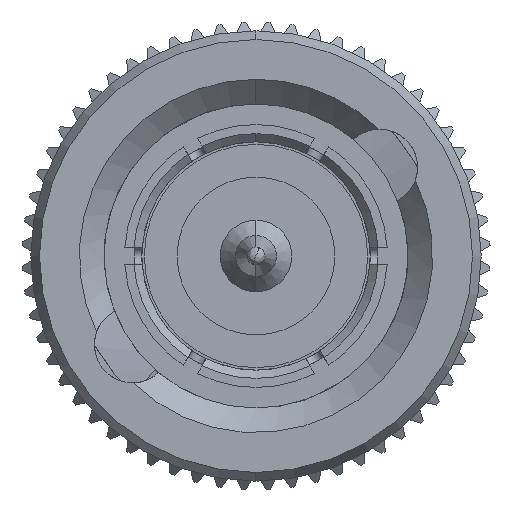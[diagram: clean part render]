
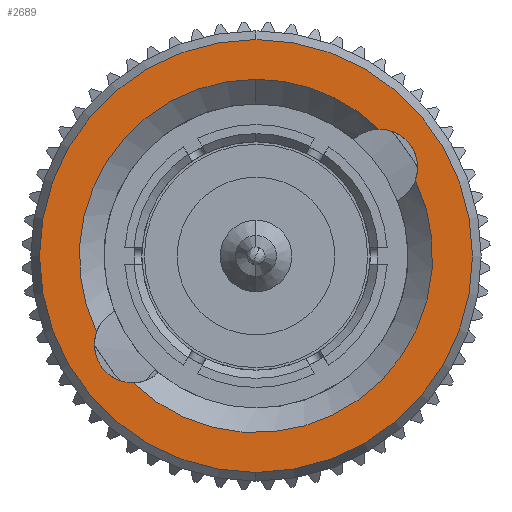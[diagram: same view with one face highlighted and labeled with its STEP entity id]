
A CAD part, left-side view. The second image highlights one B-rep face of the part: STEP entity #2689.
In plain terms, the highlighted planar face has unit normal (-1, 0, 0).
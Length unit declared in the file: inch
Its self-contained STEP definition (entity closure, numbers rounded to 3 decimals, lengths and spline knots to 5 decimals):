
#483 = DIRECTION ( 'NONE',  ( 0., 0., -1. ) ) ;
#487 = CARTESIAN_POINT ( 'NONE',  ( 0.33873, -0.14961, 0.15433 ) ) ;
#569 = EDGE_CURVE ( 'NONE', #5447, #6225, #15199, .T. ) ;
#660 = EDGE_CURVE ( 'NONE', #1383, #14354, #1823, .T. ) ;
#806 = CARTESIAN_POINT ( 'NONE',  ( 0.33873, -0.15021, 0.10789 ) ) ;
#826 = ORIENTED_EDGE ( 'NONE', *, *, #569, .T. ) ;
#855 = AXIS2_PLACEMENT_3D ( 'NONE', #3861, #5121, #483 ) ;
#943 = CARTESIAN_POINT ( 'NONE',  ( 0.33873, 0., 0. ) ) ;
#1034 = AXIS2_PLACEMENT_3D ( 'NONE', #10201, #1469, #4083 ) ;
#1383 = VERTEX_POINT ( 'NONE', #14312 ) ;
#1469 = DIRECTION ( 'NONE',  ( 1., 0., 0. ) ) ;
#1603 = EDGE_CURVE ( 'NONE', #14354, #1383, #6666, .T. ) ;
#1657 = DIRECTION ( 'NONE',  ( 0., 0., -1. ) ) ;
#1749 = EDGE_CURVE ( 'NONE', #4733, #5447, #12027, .T. ) ;
#1823 = CIRCLE ( 'NONE', #14888, 0.26339 ) ;
#2134 = DIRECTION ( 'NONE',  ( 1., 0., 0. ) ) ;
#2151 = AXIS2_PLACEMENT_3D ( 'NONE', #4176, #12367, #14983 ) ;
#2261 = ORIENTED_EDGE ( 'NONE', *, *, #1603, .F. ) ;
#2689 = ADVANCED_FACE ( 'NONE', ( #15006, #4784 ), #12203, .F. ) ;
#2772 = EDGE_CURVE ( 'NONE', #6225, #10296, #15174, .T. ) ;
#2799 = ORIENTED_EDGE ( 'NONE', *, *, #660, .F. ) ;
#2967 = CARTESIAN_POINT ( 'NONE',  ( 0.33873, 0.15021, -0.10789 ) ) ;
#3297 = CARTESIAN_POINT ( 'NONE',  ( 0.33873, 0., 0.21494 ) ) ;
#3329 = CARTESIAN_POINT ( 'NONE',  ( 0.33873, 0.15021, -0.15434 ) ) ;
#3645 = AXIS2_PLACEMENT_3D ( 'NONE', #2967, #8882, #12351 ) ;
#3663 = CARTESIAN_POINT ( 'NONE',  ( 0.33873, 0.19403, -0.09247 ) ) ;
#3861 = CARTESIAN_POINT ( 'NONE',  ( 0.33873, 0., -0.26339 ) ) ;
#4083 = DIRECTION ( 'NONE',  ( 0., 0., -1. ) ) ;
#4176 = CARTESIAN_POINT ( 'NONE',  ( 0.33873, 0., 0. ) ) ;
#4733 = VERTEX_POINT ( 'NONE', #9837 ) ;
#4784 = FACE_BOUND ( 'NONE', #9465, .T. ) ;
#5121 = DIRECTION ( 'NONE',  ( 1., 0., 0. ) ) ;
#5401 = CARTESIAN_POINT ( 'NONE',  ( 0.33873, -0.19403, 0.09247 ) ) ;
#5447 = VERTEX_POINT ( 'NONE', #3329 ) ;
#5817 = EDGE_CURVE ( 'NONE', #10296, #8799, #14646, .T. ) ;
#6225 = VERTEX_POINT ( 'NONE', #3663 ) ;
#6666 = CIRCLE ( 'NONE', #12387, 0.26339 ) ;
#6728 = DIRECTION ( 'NONE',  ( 0., 0., 1. ) ) ;
#6821 = CARTESIAN_POINT ( 'NONE',  ( 0.33873, 0., -0.26339 ) ) ;
#7462 = DIRECTION ( 'NONE',  ( 0., 0., 1. ) ) ;
#7677 = AXIS2_PLACEMENT_3D ( 'NONE', #806, #10209, #11539 ) ;
#8603 = CARTESIAN_POINT ( 'NONE',  ( 0.33873, 0., 0. ) ) ;
#8771 = ORIENTED_EDGE ( 'NONE', *, *, #5817, .T. ) ;
#8799 = VERTEX_POINT ( 'NONE', #487 ) ;
#8844 = CARTESIAN_POINT ( 'NONE',  ( 0.33873, 0., 0. ) ) ;
#8882 = DIRECTION ( 'NONE',  ( 1., 0., 0. ) ) ;
#9430 = CIRCLE ( 'NONE', #10935, 0.21494 ) ;
#9465 = EDGE_LOOP ( 'NONE', ( #12899, #8771, #14287, #12142, #13250, #826 ) ) ;
#9837 = CARTESIAN_POINT ( 'NONE',  ( 0.33873, 0.14961, -0.15433 ) ) ;
#9873 = CARTESIAN_POINT ( 'NONE',  ( 0.33873, 0., 0. ) ) ;
#10134 = CIRCLE ( 'NONE', #7677, 0.04645 ) ;
#10201 = CARTESIAN_POINT ( 'NONE',  ( 0.33873, 0.15021, -0.10789 ) ) ;
#10209 = DIRECTION ( 'NONE',  ( 1., 0., 0. ) ) ;
#10296 = VERTEX_POINT ( 'NONE', #3297 ) ;
#10400 = EDGE_LOOP ( 'NONE', ( #2261, #2799 ) ) ;
#10444 = DIRECTION ( 'NONE',  ( 0., 0., -1. ) ) ;
#10935 = AXIS2_PLACEMENT_3D ( 'NONE', #8844, #11260, #6728 ) ;
#11065 = DIRECTION ( 'NONE',  ( 1., 0., 0. ) ) ;
#11260 = DIRECTION ( 'NONE',  ( 1., 0., 0. ) ) ;
#11539 = DIRECTION ( 'NONE',  ( 0., 0., -1. ) ) ;
#12027 = CIRCLE ( 'NONE', #3645, 0.04645 ) ;
#12142 = ORIENTED_EDGE ( 'NONE', *, *, #14186, .T. ) ;
#12203 = PLANE ( 'NONE',  #855 ) ;
#12351 = DIRECTION ( 'NONE',  ( 0., 0., -1. ) ) ;
#12367 = DIRECTION ( 'NONE',  ( 1., 0., 0. ) ) ;
#12387 = AXIS2_PLACEMENT_3D ( 'NONE', #943, #2134, #10444 ) ;
#12899 = ORIENTED_EDGE ( 'NONE', *, *, #2772, .T. ) ;
#13250 = ORIENTED_EDGE ( 'NONE', *, *, #1749, .T. ) ;
#13458 = DIRECTION ( 'NONE',  ( 1., 0., 0. ) ) ;
#14186 = EDGE_CURVE ( 'NONE', #15281, #4733, #9430, .T. ) ;
#14287 = ORIENTED_EDGE ( 'NONE', *, *, #15356, .T. ) ;
#14312 = CARTESIAN_POINT ( 'NONE',  ( 0.33873, 0., 0.26339 ) ) ;
#14354 = VERTEX_POINT ( 'NONE', #6821 ) ;
#14646 = CIRCLE ( 'NONE', #14943, 0.21494 ) ;
#14888 = AXIS2_PLACEMENT_3D ( 'NONE', #9873, #13458, #1657 ) ;
#14943 = AXIS2_PLACEMENT_3D ( 'NONE', #8603, #11065, #7462 ) ;
#14983 = DIRECTION ( 'NONE',  ( 0., 0., 1. ) ) ;
#15006 = FACE_OUTER_BOUND ( 'NONE', #10400, .T. ) ;
#15174 = CIRCLE ( 'NONE', #2151, 0.21494 ) ;
#15199 = CIRCLE ( 'NONE', #1034, 0.04645 ) ;
#15281 = VERTEX_POINT ( 'NONE', #5401 ) ;
#15356 = EDGE_CURVE ( 'NONE', #8799, #15281, #10134, .T. ) ;
